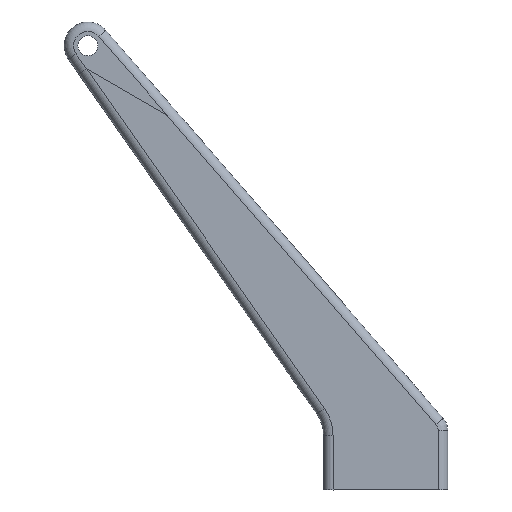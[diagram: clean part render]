
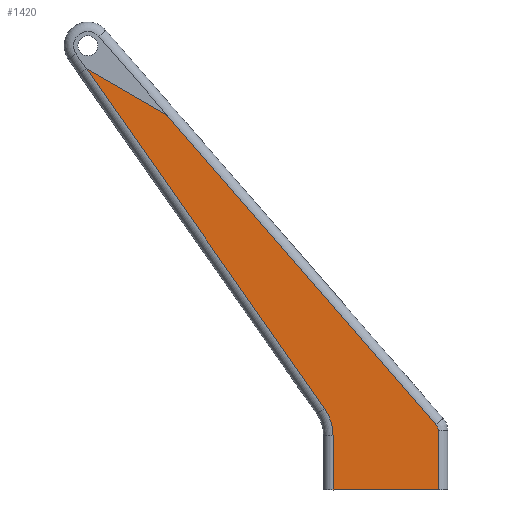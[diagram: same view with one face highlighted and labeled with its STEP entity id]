
A CAD part, left-side view. The second image highlights one B-rep face of the part: STEP entity #1420.
In plain terms, the highlighted planar face has unit normal (-1, 0, 0).
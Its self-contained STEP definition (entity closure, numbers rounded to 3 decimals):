
#29=PLANE('',#1564);
#123=FACE_OUTER_BOUND('',#206,.T.);
#206=EDGE_LOOP('',(#1129,#1130,#1131,#1132,#1133,#1134,#1135,#1136));
#295=LINE('',#2405,#434);
#296=LINE('',#2416,#435);
#317=LINE('',#2470,#456);
#324=LINE('',#2490,#463);
#326=LINE('',#2497,#465);
#327=LINE('',#2510,#466);
#434=VECTOR('',#1778,10.);
#435=VECTOR('',#1791,10.);
#456=VECTOR('',#1832,10.);
#463=VECTOR('',#1853,10.);
#465=VECTOR('',#1861,10.);
#466=VECTOR('',#1868,10.);
#559=CIRCLE('',#1538,5.);
#573=CIRCLE('',#1562,1.);
#644=VERTEX_POINT('',#2401);
#645=VERTEX_POINT('',#2403);
#647=VERTEX_POINT('',#2408);
#649=VERTEX_POINT('',#2414);
#672=VERTEX_POINT('',#2468);
#677=VERTEX_POINT('',#2487);
#678=VERTEX_POINT('',#2489);
#680=VERTEX_POINT('',#2495);
#800=EDGE_CURVE('',#645,#644,#295,.T.);
#802=EDGE_CURVE('',#647,#645,#559,.T.);
#805=EDGE_CURVE('',#649,#647,#296,.T.);
#833=EDGE_CURVE('',#649,#672,#317,.T.);
#843=EDGE_CURVE('',#677,#678,#324,.T.);
#847=EDGE_CURVE('',#680,#672,#326,.T.);
#848=EDGE_CURVE('',#678,#680,#573,.T.);
#850=EDGE_CURVE('',#677,#644,#327,.T.);
#1129=ORIENTED_EDGE('',*,*,#805,.F.);
#1130=ORIENTED_EDGE('',*,*,#833,.T.);
#1131=ORIENTED_EDGE('',*,*,#847,.F.);
#1132=ORIENTED_EDGE('',*,*,#848,.F.);
#1133=ORIENTED_EDGE('',*,*,#843,.F.);
#1134=ORIENTED_EDGE('',*,*,#850,.T.);
#1135=ORIENTED_EDGE('',*,*,#800,.F.);
#1136=ORIENTED_EDGE('',*,*,#802,.F.);
#1420=ADVANCED_FACE('',(#123),#29,.F.);
#1538=AXIS2_PLACEMENT_3D('',#2410,#1783,#1784);
#1562=AXIS2_PLACEMENT_3D('',#2507,#1862,#1863);
#1564=AXIS2_PLACEMENT_3D('',#2509,#1866,#1867);
#1778=DIRECTION('',(0.,0.574,0.819));
#1783=DIRECTION('center_axis',(-1.,0.,
0.));
#1784=DIRECTION('ref_axis',(0.,-0.954,0.301));
#1791=DIRECTION('',(0.,0.,1.));
#1832=DIRECTION('',(0.,-1.,0.));
#1853=DIRECTION('',(0.,-0.656,-0.755));
#1861=DIRECTION('',(0.,0.,-1.));
#1862=DIRECTION('center_axis',(1.,0.,
0.));
#1863=DIRECTION('ref_axis',(0.,-0.937,0.35));
#1866=DIRECTION('center_axis',(1.,0.,
0.));
#1867=DIRECTION('ref_axis',(0.,0.,
-1.));
#1868=DIRECTION('',(0.,0.866,0.5));
#2401=CARTESIAN_POINT('',(465.879,92.06,-80.162));
#2403=CARTESIAN_POINT('',(465.885,66.955,-116.016));
#2405=CARTESIAN_POINT('',(465.88,85.278,-89.848));
#2408=CARTESIAN_POINT('',(465.885,66.05,-118.884));
#2410=CARTESIAN_POINT('Origin',(465.885,71.05,-118.884));
#2414=CARTESIAN_POINT('',(465.886,66.05,-124.623));
#2416=CARTESIAN_POINT('',(465.884,66.05,-111.466));
#2468=CARTESIAN_POINT('',(465.886,54.944,-124.623));
#2470=CARTESIAN_POINT('',(465.886,71.997,-124.623));
#2487=CARTESIAN_POINT('',(465.879,83.574,-85.062));
#2489=CARTESIAN_POINT('',(465.885,55.19,-117.714));
#2490=CARTESIAN_POINT('',(465.883,64.132,-107.428));
#2495=CARTESIAN_POINT('',(465.885,54.944,-118.37));
#2497=CARTESIAN_POINT('',(465.884,54.944,-111.466));
#2507=CARTESIAN_POINT('Origin',(465.885,55.944,-118.37));
#2509=CARTESIAN_POINT('Origin',(465.882,78.445,-101.809));
#2510=CARTESIAN_POINT('',(465.883,47.097,-106.124));
